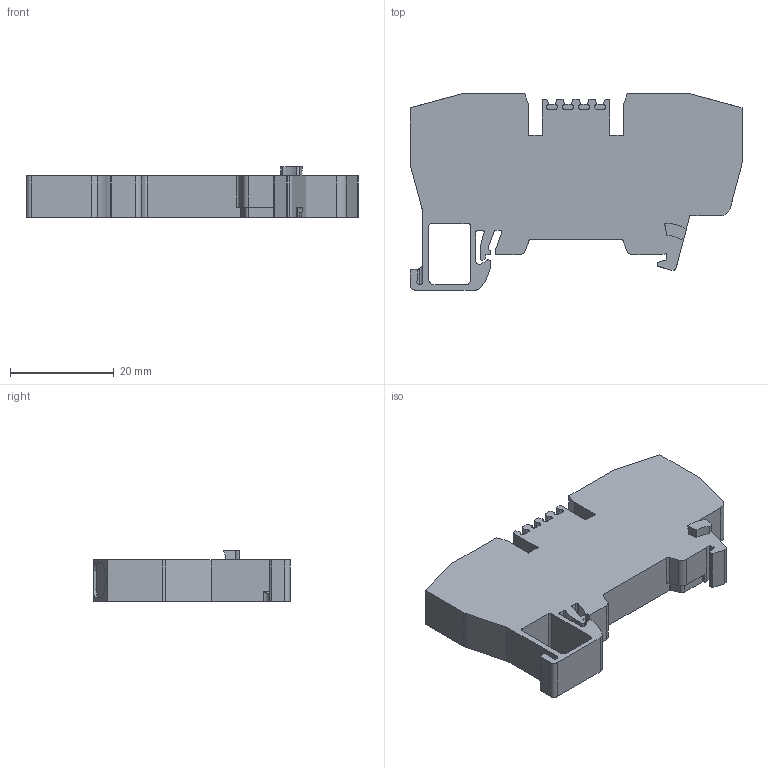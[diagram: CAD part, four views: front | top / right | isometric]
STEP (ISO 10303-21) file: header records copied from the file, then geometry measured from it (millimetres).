
FILE_DESCRIPTION (( 'STEP AP214' ), '1' );
FILE_NAME ('306244_YBK 6_RD.STP', '2015-08-04T11:26:17', ( '' ), ( '' ), 'SwSTEP 2.0', 'SolidWorks 2015', '' );
FILE_SCHEMA (( 'AUTOMOTIVE_DESIGN' ));
Length unit declared in the file: millimetre
Products named in the file (1): 306244_YBK 6_RD
Bounding box: 64 x 37.81 x 9.8 mm (x, y, z)
Volume: 13440.9 mm3; surface area: 6076.3 mm2
Topology: 1 solids, 1 shells, 203 faces, 586 edges, 389 vertices
Faces by surface type: plane 129, cylinder 65, bspline 9
Entity records: 6866 total; most frequent: CARTESIAN_POINT 1441, ORIENTED_EDGE 1172, DIRECTION 1078, EDGE_CURVE 586, LINE 422, VECTOR 422, VERTEX_POINT 389, AXIS2_PLACEMENT_3D 328
